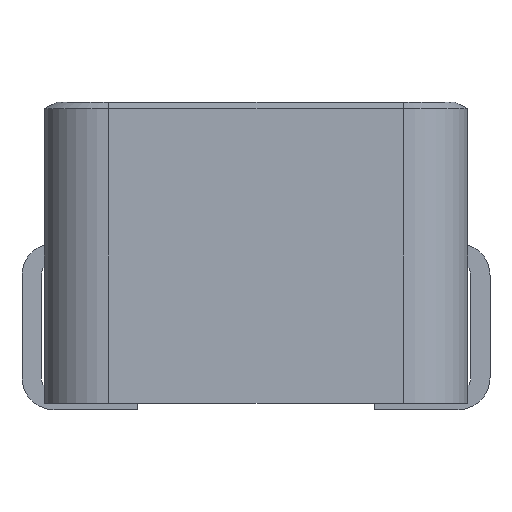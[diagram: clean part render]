
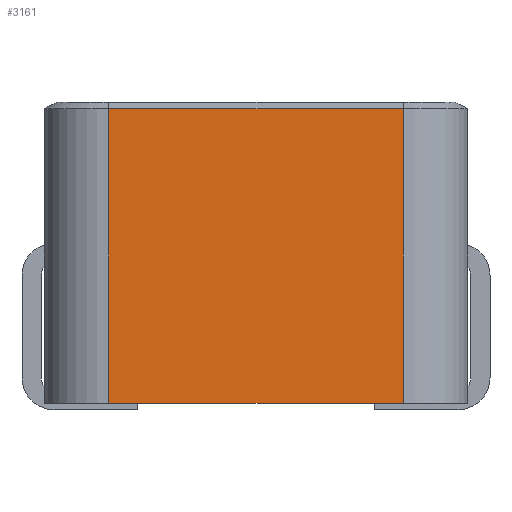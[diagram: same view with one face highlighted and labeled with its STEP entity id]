
A CAD part, front view. The second image highlights one B-rep face of the part: STEP entity #3161.
In plain terms, the highlighted planar face has unit normal (0, -1, 0).
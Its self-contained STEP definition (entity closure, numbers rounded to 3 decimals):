
#641=ORIENTED_EDGE('',*,*,#1498,.T.);
#642=ORIENTED_EDGE('',*,*,#1485,.T.);
#643=ORIENTED_EDGE('',*,*,#1499,.T.);
#644=ORIENTED_EDGE('',*,*,#1500,.T.);
#1485=EDGE_CURVE('',#1926,#1925,#2154,.T.);
#1498=EDGE_CURVE('',#1933,#1926,#2163,.F.);
#1499=EDGE_CURVE('',#1925,#1934,#2164,.T.);
#1500=EDGE_CURVE('',#1934,#1933,#2165,.T.);
#1925=VERTEX_POINT('',#6508);
#1926=VERTEX_POINT('',#6510);
#1933=VERTEX_POINT('',#6536);
#1934=VERTEX_POINT('',#6538);
#2154=LINE('',#6509,#2378);
#2163=LINE('',#6535,#2387);
#2164=LINE('',#6537,#2388);
#2165=LINE('',#6539,#2389);
#2378=VECTOR('',#4962,1000.);
#2387=VECTOR('',#4991,1000.);
#2388=VECTOR('',#4992,1000.);
#2389=VECTOR('',#4993,1000.);
#2583=EDGE_LOOP('',(#641,#642,#643,#644));
#2811=FACE_BOUND('',#2583,.T.);
#3004=PLANE('',#4610);
#3161=ADVANCED_FACE('',(#2811),#3004,.F.);
#4610=AXIS2_PLACEMENT_3D('',#6534,#4989,#4990);
#4962=DIRECTION('',(-1.,0.,0.));
#4989=DIRECTION('',(0.,1.,0.));
#4990=DIRECTION('',(-1.,0.,0.));
#4991=DIRECTION('',(0.,0.,-1.));
#4992=DIRECTION('',(0.,0.,-1.));
#4993=DIRECTION('',(1.,0.,0.));
#6508=CARTESIAN_POINT('',(-2.3,-3.3,4.6));
#6509=CARTESIAN_POINT('',(-2.3,-3.3,4.6));
#6510=CARTESIAN_POINT('',(2.3,-3.3,4.6));
#6534=CARTESIAN_POINT('',(-3.3,-3.3,4.7));
#6535=CARTESIAN_POINT('',(2.3,-3.3,4.7));
#6536=CARTESIAN_POINT('',(2.3,-3.3,0.));
#6537=CARTESIAN_POINT('',(-2.3,-3.3,4.7));
#6538=CARTESIAN_POINT('',(-2.3,-3.3,0.));
#6539=CARTESIAN_POINT('',(-3.3,-3.3,0.));
